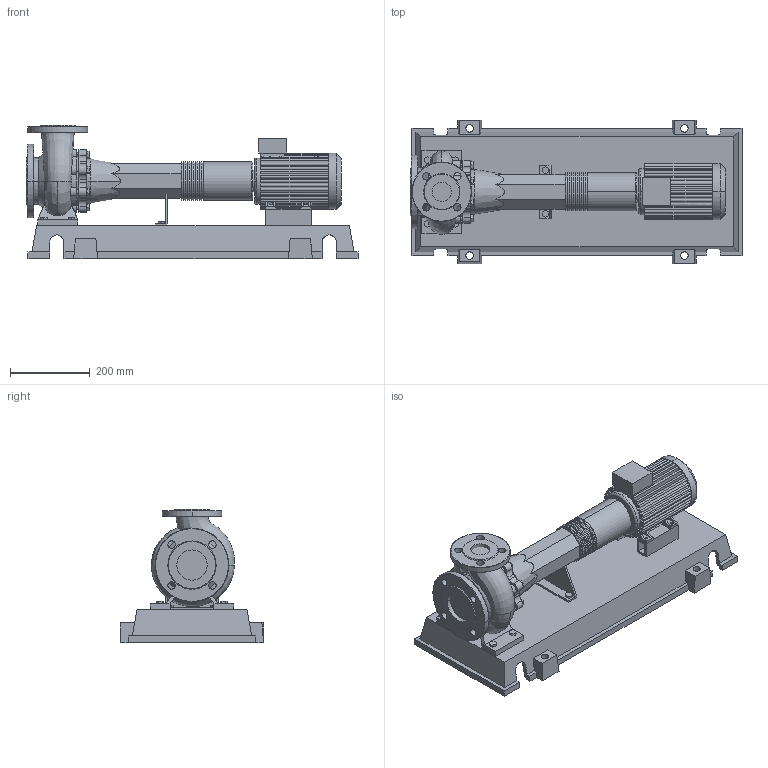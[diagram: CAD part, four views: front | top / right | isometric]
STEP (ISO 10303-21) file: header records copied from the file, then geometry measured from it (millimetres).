
FILE_DESCRIPTION((''),'2;1');
FILE_NAME('3d_NL40_125-0.37-4-12-4108941.stp','2015-03-03T07:07:18',(''),(''),'Mechanical Desktop 2009','Mechanical Desktop 2009',', , ');
FILE_SCHEMA(('CONFIG_CONTROL_DESIGN'));
Length unit declared in the file: millimetre
Products named in the file (1): Product
Bounding box: 835 x 360 x 335 mm (x, y, z)
Volume: 14592580 mm3; surface area: 1680350.7 mm2
Topology: 13 solids, 13 shells, 850 faces, 2272 edges, 1493 vertices
Faces by surface type: plane 444, bspline 211, cylinder 181, cone 8, torus 6
Entity records: 31173 total; most frequent: CARTESIAN_POINT 10102, ORIENTED_EDGE 4546, DIRECTION 4079, EDGE_CURVE 2273, VERTEX_POINT 1492, VECTOR 1485, LINE 1485, AXIS2_PLACEMENT_3D 1297
